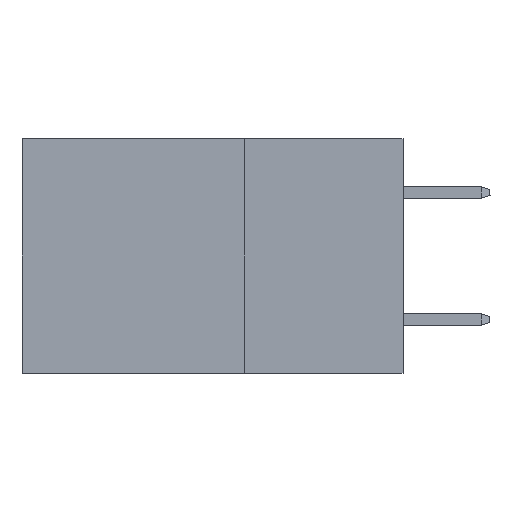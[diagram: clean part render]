
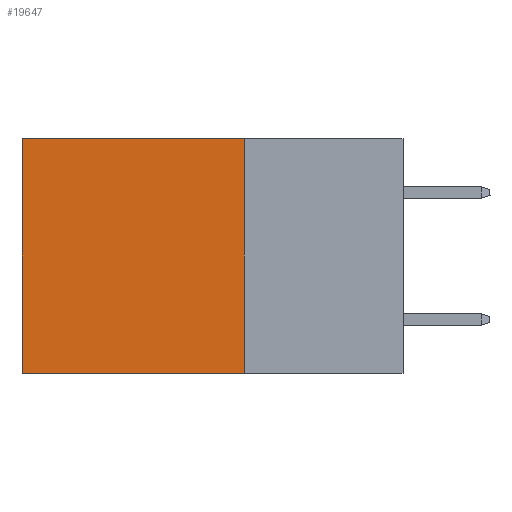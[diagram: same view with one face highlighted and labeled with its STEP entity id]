
A CAD part, left-side view. The second image highlights one B-rep face of the part: STEP entity #19647.
In plain terms, the highlighted planar face has unit normal (-1, 0, 0).
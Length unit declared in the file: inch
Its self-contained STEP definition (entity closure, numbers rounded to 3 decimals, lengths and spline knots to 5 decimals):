
#1233 = DIRECTION ( 'NONE',  ( 0., 0., -1. ) ) ;
#4453 = LINE ( 'NONE', #28919, #41950 ) ;
#4591 = AXIS2_PLACEMENT_3D ( 'NONE', #41833, #17800, #37964 ) ;
#4945 = CARTESIAN_POINT ( 'NONE',  ( 0.2875, 0.6, -0.37 ) ) ;
#6055 = VECTOR ( 'NONE', #18606, 39.37008 ) ;
#7124 = LINE ( 'NONE', #23904, #9658 ) ;
#7723 = CARTESIAN_POINT ( 'NONE',  ( 0.2875, 0.25, -0.37 ) ) ;
#8572 = ORIENTED_EDGE ( 'NONE', *, *, #42775, .T. ) ;
#8799 = EDGE_CURVE ( 'NONE', #23160, #38699, #35586, .T. ) ;
#9658 = VECTOR ( 'NONE', #30480, 39.37008 ) ;
#11001 = FACE_OUTER_BOUND ( 'NONE', #29540, .T. ) ;
#14118 = VECTOR ( 'NONE', #1233, 39.37008 ) ;
#14746 = CARTESIAN_POINT ( 'NONE',  ( 0.2875, 0.6, 0. ) ) ;
#14771 = ORIENTED_EDGE ( 'NONE', *, *, #29263, .F. ) ;
#16398 = EDGE_CURVE ( 'NONE', #18150, #38699, #4453, .T. ) ;
#17800 = DIRECTION ( 'NONE',  ( 1., 0., 0. ) ) ;
#18008 = PLANE ( 'NONE',  #4591 ) ;
#18150 = VERTEX_POINT ( 'NONE', #14746 ) ;
#18606 = DIRECTION ( 'NONE',  ( 0., 1., 0. ) ) ;
#19647 = ADVANCED_FACE ( 'NONE', ( #11001 ), #18008, .F. ) ;
#20641 = VERTEX_POINT ( 'NONE', #36842 ) ;
#23160 = VERTEX_POINT ( 'NONE', #30497 ) ;
#23904 = CARTESIAN_POINT ( 'NONE',  ( 0.2875, 0.25, 0. ) ) ;
#28411 = LINE ( 'NONE', #32025, #14118 ) ;
#28490 = DIRECTION ( 'NONE',  ( 0., 0., -1. ) ) ;
#28919 = CARTESIAN_POINT ( 'NONE',  ( 0.2875, 0.6, 0. ) ) ;
#29263 = EDGE_CURVE ( 'NONE', #20641, #23160, #28411, .T. ) ;
#29540 = EDGE_LOOP ( 'NONE', ( #41309, #40570, #14771, #8572 ) ) ;
#30480 = DIRECTION ( 'NONE',  ( 0., 1., 0. ) ) ;
#30497 = CARTESIAN_POINT ( 'NONE',  ( 0.2875, 0.25, -0.37 ) ) ;
#32025 = CARTESIAN_POINT ( 'NONE',  ( 0.2875, 0.25, 0. ) ) ;
#35586 = LINE ( 'NONE', #7723, #6055 ) ;
#36842 = CARTESIAN_POINT ( 'NONE',  ( 0.2875, 0.25, 0. ) ) ;
#37964 = DIRECTION ( 'NONE',  ( 0., 0., -1. ) ) ;
#38699 = VERTEX_POINT ( 'NONE', #4945 ) ;
#40570 = ORIENTED_EDGE ( 'NONE', *, *, #8799, .F. ) ;
#41309 = ORIENTED_EDGE ( 'NONE', *, *, #16398, .T. ) ;
#41833 = CARTESIAN_POINT ( 'NONE',  ( 0.2875, 0.25, 0. ) ) ;
#41950 = VECTOR ( 'NONE', #28490, 39.37008 ) ;
#42775 = EDGE_CURVE ( 'NONE', #20641, #18150, #7124, .T. ) ;
